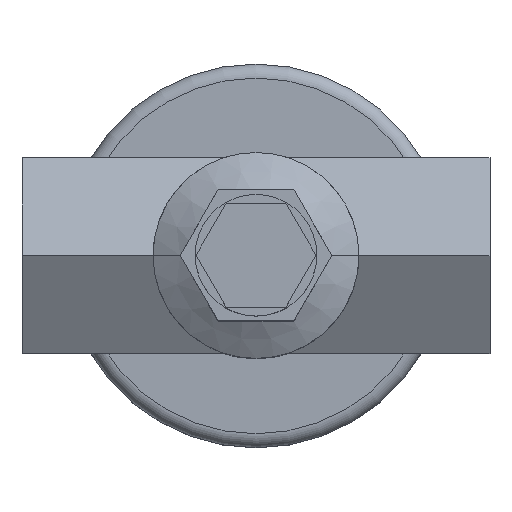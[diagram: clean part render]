
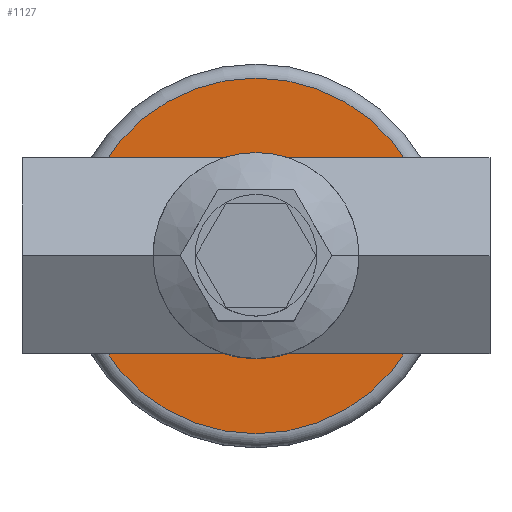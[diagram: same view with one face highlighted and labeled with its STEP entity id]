
A CAD part, top view. The second image highlights one B-rep face of the part: STEP entity #1127.
In plain terms, the highlighted planar face has unit normal (0, 0, 1).
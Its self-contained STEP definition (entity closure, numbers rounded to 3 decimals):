
#799=EDGE_CURVE('',#805,#1097,#1968,.T.);
#805=VERTEX_POINT('',#1974);
#913=EDGE_CURVE('',#1097,#805,#2101,.T.);
#967=VERTEX_POINT('',#2157);
#1097=VERTEX_POINT('',#2297);
#1127=ADVANCED_FACE('',(#2329,#2330),#2331,.T.);
#1211=EDGE_CURVE('',#1455,#967,#2429,.T.);
#1455=VERTEX_POINT('',#2698);
#1711=EDGE_CURVE('',#967,#1455,#2984,.T.);
#1968=CIRCLE('',#3326,19.0);
#1974=CARTESIAN_POINT('',(-19.0,0.0,-13.0));
#2101=CIRCLE('',#3501,19.0);
#2157=CARTESIAN_POINT('',(11.0,0.,-13.0));
#2297=CARTESIAN_POINT('',(19.0,0.,-13.0));
#2329=FACE_BOUND('',#3819,.T.);
#2330=FACE_OUTER_BOUND('',#3820,.T.);
#2331=PLANE('',#3821);
#2429=CIRCLE('',#3943,11.0);
#2698=CARTESIAN_POINT('',(-11.0,0.0,-13.0));
#2984=CIRCLE('',#4716,11.0);
#3326=AXIS2_PLACEMENT_3D('',#4983,#4984,#4985);
#3501=AXIS2_PLACEMENT_3D('',#5159,#5160,#5161);
#3819=EDGE_LOOP('',(#5379,#5380));
#3820=EDGE_LOOP('',(#5381,#5382));
#3821=AXIS2_PLACEMENT_3D('',#5383,#5384,#5385);
#3943=AXIS2_PLACEMENT_3D('',#5539,#5540,#5541);
#4716=AXIS2_PLACEMENT_3D('',#6246,#6247,#6248);
#4983=CARTESIAN_POINT('',(0.0,0.0,-13.0));
#4984=DIRECTION('',(0.0,0.0,-1.0));
#4985=DIRECTION('',(-1.0,0.0,0.0));
#5159=CARTESIAN_POINT('',(0.0,0.0,-13.0));
#5160=DIRECTION('',(0.0,0.0,-1.0));
#5161=DIRECTION('',(-1.0,0.0,0.0));
#5379=ORIENTED_EDGE('',*,*,#1211,.T.);
#5380=ORIENTED_EDGE('',*,*,#1711,.T.);
#5381=ORIENTED_EDGE('',*,*,#799,.F.);
#5382=ORIENTED_EDGE('',*,*,#913,.F.);
#5383=CARTESIAN_POINT('',(0.0,0.0,-13.0));
#5384=DIRECTION('',(0.0,0.0,1.0));
#5385=DIRECTION('',(1.0,0.0,0.0));
#5539=CARTESIAN_POINT('',(0.0,0.0,-13.0));
#5540=DIRECTION('',(0.0,0.0,-1.0));
#5541=DIRECTION('',(-1.0,0.0,0.0));
#6246=CARTESIAN_POINT('',(0.0,0.0,-13.0));
#6247=DIRECTION('',(0.0,0.0,-1.0));
#6248=DIRECTION('',(-1.0,0.0,0.0));
